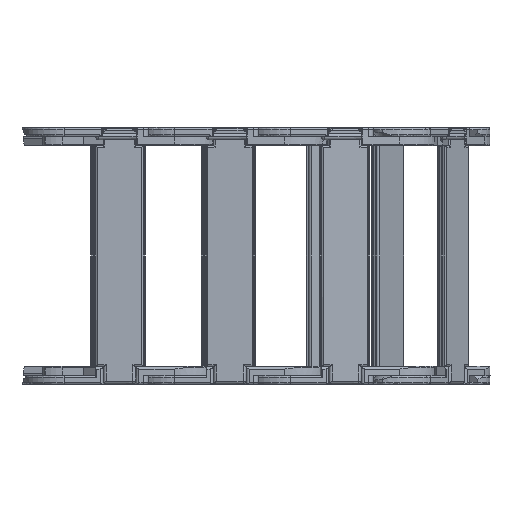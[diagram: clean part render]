
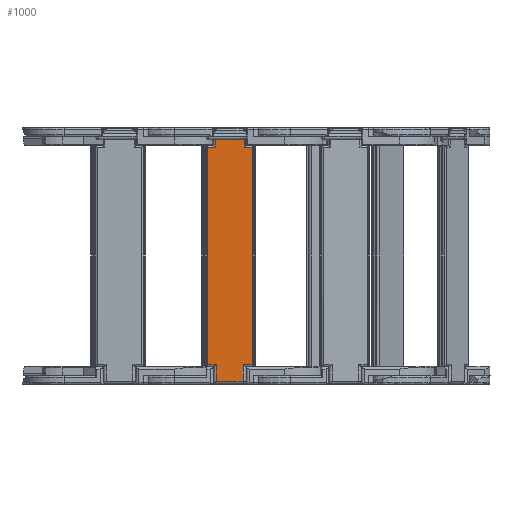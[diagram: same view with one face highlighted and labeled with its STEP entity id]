
A CAD part, front view. The second image highlights one B-rep face of the part: STEP entity #1000.
In plain terms, the highlighted planar face has unit normal (0, -1, 0).
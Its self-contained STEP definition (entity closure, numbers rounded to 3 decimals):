
#1000 = ADVANCED_FACE ( 'NONE', ( #1945 ), #15163, .F. ) ;
#1276 = CARTESIAN_POINT ( 'NONE',  ( 450.612, 93.451, 647.596 ) ) ;
#1362 = EDGE_CURVE ( 'NONE', #7941, #15275, #10998, .T. ) ;
#1409 = VERTEX_POINT ( 'NONE', #18022 ) ;
#1410 = CARTESIAN_POINT ( 'NONE',  ( 425.879, 93.451, 647.596 ) ) ;
#1506 = VECTOR ( 'NONE', #11376, 1000. ) ;
#1750 = EDGE_CURVE ( 'NONE', #3464, #16662, #12583, .T. ) ;
#1857 = CARTESIAN_POINT ( 'NONE',  ( 450.612, 93.451, 624.346 ) ) ;
#1945 = FACE_OUTER_BOUND ( 'NONE', #12469, .T. ) ;
#2100 = CARTESIAN_POINT ( 'NONE',  ( 425.879, 93.451, 565.901 ) ) ;
#2345 = VECTOR ( 'NONE', #12817, 1000. ) ;
#2395 = EDGE_CURVE ( 'NONE', #17323, #3912, #17343, .T. ) ;
#2461 = LINE ( 'NONE', #2100, #14875 ) ;
#2680 = EDGE_CURVE ( 'NONE', #1409, #15925, #12070, .T. ) ;
#2885 = LINE ( 'NONE', #15006, #9666 ) ;
#3049 = ORIENTED_EDGE ( 'NONE', *, *, #15893, .F. ) ;
#3320 = DIRECTION ( 'NONE',  ( 0., 0., -1. ) ) ;
#3464 = VERTEX_POINT ( 'NONE', #13067 ) ;
#3568 = ORIENTED_EDGE ( 'NONE', *, *, #14943, .F. ) ;
#3912 = VERTEX_POINT ( 'NONE', #7240 ) ;
#4190 = VECTOR ( 'NONE', #17938, 1000. ) ;
#4434 = VERTEX_POINT ( 'NONE', #14198 ) ;
#4670 = LINE ( 'NONE', #15806, #7638 ) ;
#4808 = ORIENTED_EDGE ( 'NONE', *, *, #14428, .F. ) ;
#5198 = LINE ( 'NONE', #1857, #12420 ) ;
#6003 = ORIENTED_EDGE ( 'NONE', *, *, #2395, .F. ) ;
#6243 = DIRECTION ( 'NONE',  ( -1., 0., 0. ) ) ;
#6412 = ORIENTED_EDGE ( 'NONE', *, *, #11416, .F. ) ;
#6519 = ORIENTED_EDGE ( 'NONE', *, *, #17841, .F. ) ;
#6787 = CARTESIAN_POINT ( 'NONE',  ( 425.879, 93.451, 611.869 ) ) ;
#6884 = ORIENTED_EDGE ( 'NONE', *, *, #1362, .F. ) ;
#6973 = LINE ( 'NONE', #15707, #1506 ) ;
#7147 = DIRECTION ( 'NONE',  ( 1., 0., 0. ) ) ;
#7240 = CARTESIAN_POINT ( 'NONE',  ( 440.417, 93.451, 568.601 ) ) ;
#7576 = ORIENTED_EDGE ( 'NONE', *, *, #1750, .F. ) ;
#7627 = CARTESIAN_POINT ( 'NONE',  ( 440.417, 93.451, 591.851 ) ) ;
#7638 = VECTOR ( 'NONE', #7147, 1000. ) ;
#7941 = VERTEX_POINT ( 'NONE', #12893 ) ;
#8073 = CARTESIAN_POINT ( 'NONE',  ( 440.922, 93.451, 624.346 ) ) ;
#8173 = EDGE_CURVE ( 'NONE', #4434, #18247, #2885, .T. ) ;
#8750 = VECTOR ( 'NONE', #14989, 1000. ) ;
#9444 = CARTESIAN_POINT ( 'NONE',  ( 453.855, 93.451, 611.869 ) ) ;
#9666 = VECTOR ( 'NONE', #16504, 1000. ) ;
#9672 = AXIS2_PLACEMENT_3D ( 'NONE', #6787, #15297, #13812 ) ;
#9694 = CARTESIAN_POINT ( 'NONE',  ( 450.612, 93.451, 653.496 ) ) ;
#9762 = CARTESIAN_POINT ( 'NONE',  ( 440.417, 93.451, 565.901 ) ) ;
#9803 = LINE ( 'NONE', #17022, #2345 ) ;
#9874 = LINE ( 'NONE', #1410, #17158 ) ;
#9892 = CARTESIAN_POINT ( 'NONE',  ( 440.922, 93.451, 653.496 ) ) ;
#10362 = VERTEX_POINT ( 'NONE', #1276 ) ;
#10519 = CARTESIAN_POINT ( 'NONE',  ( 451.117, 93.451, 591.851 ) ) ;
#10624 = ORIENTED_EDGE ( 'NONE', *, *, #14318, .F. ) ;
#10810 = DIRECTION ( 'NONE',  ( 0., 0., 1. ) ) ;
#10998 = LINE ( 'NONE', #10519, #11459 ) ;
#11253 = ORIENTED_EDGE ( 'NONE', *, *, #2680, .F. ) ;
#11376 = DIRECTION ( 'NONE',  ( 1., 0., 0. ) ) ;
#11416 = EDGE_CURVE ( 'NONE', #3912, #4434, #9803, .T. ) ;
#11459 = VECTOR ( 'NONE', #3320, 1000. ) ;
#11975 = DIRECTION ( 'NONE',  ( 0., 0., -1. ) ) ;
#12070 = LINE ( 'NONE', #8073, #17108 ) ;
#12420 = VECTOR ( 'NONE', #11975, 1000. ) ;
#12469 = EDGE_LOOP ( 'NONE', ( #13321, #6412, #6003, #3568, #6884, #10624, #7576, #6519, #4808, #3049, #11253, #14440 ) ) ;
#12583 = LINE ( 'NONE', #9444, #8750 ) ;
#12817 = DIRECTION ( 'NONE',  ( -1., 0., 0. ) ) ;
#12887 = VECTOR ( 'NONE', #6243, 1000. ) ;
#12893 = CARTESIAN_POINT ( 'NONE',  ( 451.117, 93.451, 568.601 ) ) ;
#13067 = CARTESIAN_POINT ( 'NONE',  ( 453.855, 93.451, 647.596 ) ) ;
#13321 = ORIENTED_EDGE ( 'NONE', *, *, #8173, .F. ) ;
#13763 = DIRECTION ( 'NONE',  ( -1., 0., 0. ) ) ;
#13812 = DIRECTION ( 'NONE',  ( 0., 0., 1. ) ) ;
#13980 = VERTEX_POINT ( 'NONE', #9694 ) ;
#14198 = CARTESIAN_POINT ( 'NONE',  ( 437.679, 93.451, 568.601 ) ) ;
#14318 = EDGE_CURVE ( 'NONE', #16662, #7941, #15137, .T. ) ;
#14428 = EDGE_CURVE ( 'NONE', #13980, #10362, #5198, .T. ) ;
#14440 = ORIENTED_EDGE ( 'NONE', *, *, #18502, .F. ) ;
#14875 = VECTOR ( 'NONE', #13763, 1000. ) ;
#14943 = EDGE_CURVE ( 'NONE', #15275, #17323, #2461, .T. ) ;
#14989 = DIRECTION ( 'NONE',  ( 0., 0., -1. ) ) ;
#15006 = CARTESIAN_POINT ( 'NONE',  ( 437.679, 93.451, 611.869 ) ) ;
#15137 = LINE ( 'NONE', #16373, #12887 ) ;
#15163 = PLANE ( 'NONE',  #9672 ) ;
#15275 = VERTEX_POINT ( 'NONE', #15902 ) ;
#15297 = DIRECTION ( 'NONE',  ( 0., 1., 0. ) ) ;
#15707 = CARTESIAN_POINT ( 'NONE',  ( 425.879, 93.451, 647.596 ) ) ;
#15806 = CARTESIAN_POINT ( 'NONE',  ( 425.879, 93.451, 653.496 ) ) ;
#15893 = EDGE_CURVE ( 'NONE', #15925, #13980, #4670, .T. ) ;
#15902 = CARTESIAN_POINT ( 'NONE',  ( 451.117, 93.451, 565.901 ) ) ;
#15925 = VERTEX_POINT ( 'NONE', #9892 ) ;
#16373 = CARTESIAN_POINT ( 'NONE',  ( 425.879, 93.451, 568.601 ) ) ;
#16504 = DIRECTION ( 'NONE',  ( 0., 0., 1. ) ) ;
#16662 = VERTEX_POINT ( 'NONE', #18032 ) ;
#17022 = CARTESIAN_POINT ( 'NONE',  ( 425.879, 93.451, 568.601 ) ) ;
#17108 = VECTOR ( 'NONE', #10810, 1000. ) ;
#17158 = VECTOR ( 'NONE', #17500, 1000. ) ;
#17323 = VERTEX_POINT ( 'NONE', #9762 ) ;
#17343 = LINE ( 'NONE', #7627, #4190 ) ;
#17500 = DIRECTION ( 'NONE',  ( 1., 0., 0. ) ) ;
#17841 = EDGE_CURVE ( 'NONE', #10362, #3464, #6973, .T. ) ;
#17938 = DIRECTION ( 'NONE',  ( 0., 0., 1. ) ) ;
#18022 = CARTESIAN_POINT ( 'NONE',  ( 440.922, 93.451, 647.596 ) ) ;
#18032 = CARTESIAN_POINT ( 'NONE',  ( 453.855, 93.451, 568.601 ) ) ;
#18247 = VERTEX_POINT ( 'NONE', #18261 ) ;
#18261 = CARTESIAN_POINT ( 'NONE',  ( 437.679, 93.451, 647.596 ) ) ;
#18502 = EDGE_CURVE ( 'NONE', #18247, #1409, #9874, .T. ) ;
